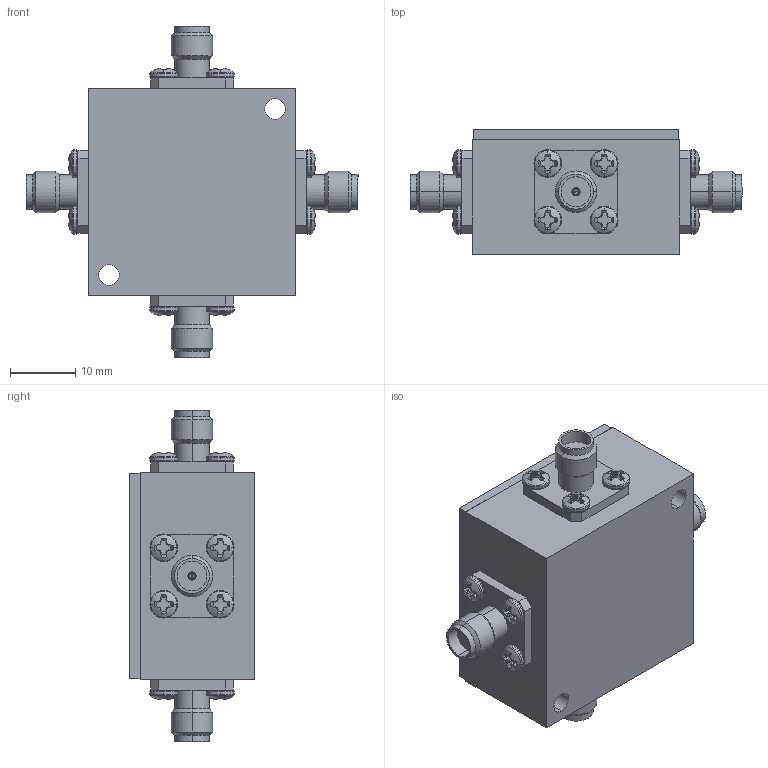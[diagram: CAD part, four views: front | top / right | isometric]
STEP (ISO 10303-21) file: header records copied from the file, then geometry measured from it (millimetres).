
FILE_DESCRIPTION (( 'STEP AP214' ), '1' );
FILE_NAME ('DL 301_-.STEP', '2022-07-28T12:26:29', ( '' ), ( '' ), 'SwSTEP 2.0', 'SolidWorks 2021', '' );
FILE_SCHEMA (( 'AUTOMOTIVE_DESIGN' ));
Length unit declared in the file: inch
Products named in the file (1): DL 301_-
Bounding box: 50.8 x 19.05 x 50.8 mm (x, y, z)
Volume: 20974.1 mm3; surface area: 11619.4 mm2
Topology: 26 solids, 26 shells, 1698 faces, 4635 edges, 3006 vertices
Faces by surface type: cylinder 795, plane 569, cone 208, torus 64, sphere 32, bspline 30
Entity records: 71567 total; most frequent: CARTESIAN_POINT 13290, DIRECTION 9295, ORIENTED_EDGE 9158, EDGE_CURVE 4579, AXIS2_PLACEMENT_3D 3643, VERTEX_POINT 3006, VECTOR 2009, LINE 2009
